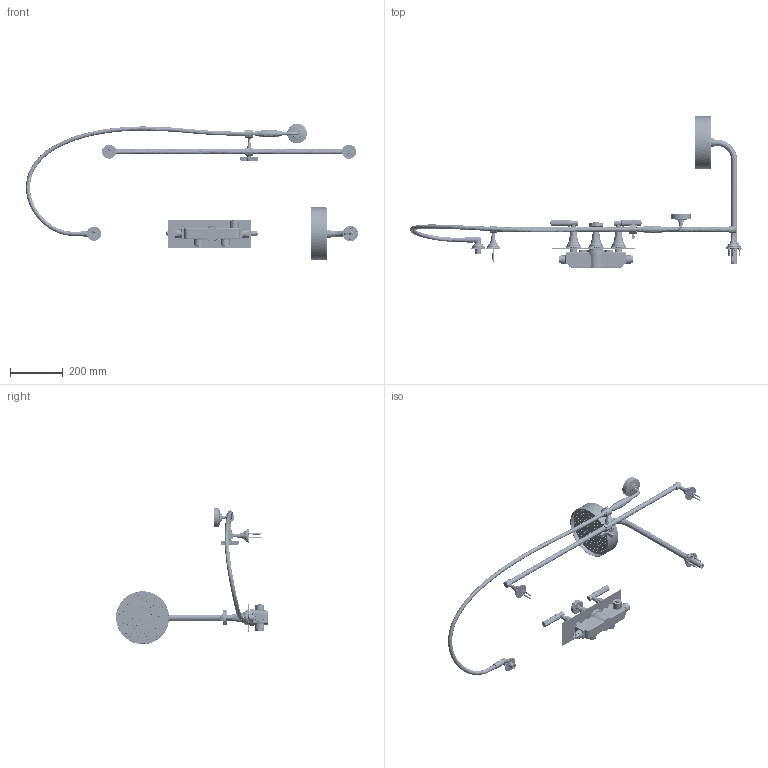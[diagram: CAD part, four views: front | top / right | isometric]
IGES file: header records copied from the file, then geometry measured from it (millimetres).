
Global section: file name: V6B1DL; native system: Autodesk Inventor 2014; preprocessor: unknown; author: adaniels; date: 20131125.152858; units: millimetre
Bounding box: 1253.86 x 573 x 515.07 mm (x, y, z)
Volume: 3053373.1 mm3; surface area: 916816.4 mm2
Topology: 142 solids, 168 shells, 10575 faces, 25807 edges, 16212 vertices
Faces by surface type: bspline 10575
